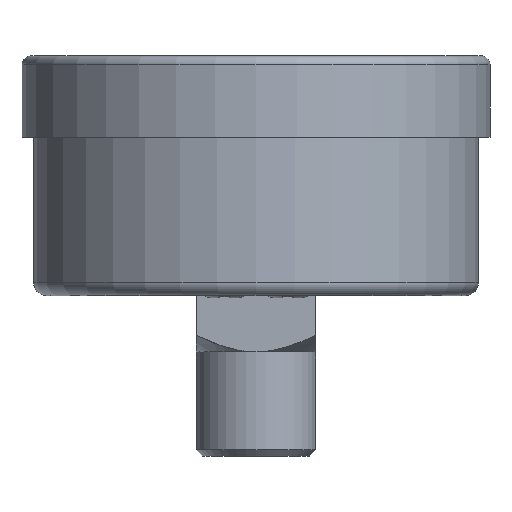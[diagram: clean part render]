
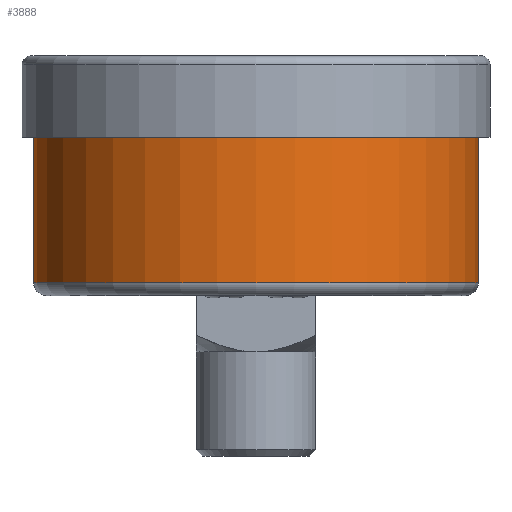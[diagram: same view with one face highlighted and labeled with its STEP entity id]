
A CAD part, front view. The second image highlights one B-rep face of the part: STEP entity #3888.
In plain terms, the highlighted cylindrical face has radius 26.035 mm (diameter 52.07 mm), a full revolution.
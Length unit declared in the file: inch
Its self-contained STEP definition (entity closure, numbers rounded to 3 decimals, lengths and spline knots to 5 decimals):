
#1427 = CARTESIAN_POINT ( 'NONE',  ( 0., 0., -0.375 ) ) ;
#2010 = DIRECTION ( 'NONE',  ( 1., 0., 0. ) ) ;
#2140 = VERTEX_POINT ( 'NONE', #16065 ) ;
#2193 = CIRCLE ( 'NONE', #14895, 1.025 ) ;
#2620 = AXIS2_PLACEMENT_3D ( 'NONE', #8539, #9455, #2010 ) ;
#3006 = FACE_OUTER_BOUND ( 'NONE', #10213, .T. ) ;
#3669 = CARTESIAN_POINT ( 'NONE',  ( 0., 0., -1.045 ) ) ;
#3888 = ADVANCED_FACE ( 'NONE', ( #3006, #7795 ), #6881, .T. ) ;
#4389 = EDGE_CURVE ( 'NONE', #2140, #2140, #2193, .T. ) ;
#4413 = EDGE_LOOP ( 'NONE', ( #5884 ) ) ;
#4707 = CARTESIAN_POINT ( 'NONE',  ( 1.025, 0., -0.375 ) ) ;
#5884 = ORIENTED_EDGE ( 'NONE', *, *, #6713, .T. ) ;
#6713 = EDGE_CURVE ( 'NONE', #7174, #7174, #6919, .T. ) ;
#6881 = CYLINDRICAL_SURFACE ( 'NONE', #2620, 1.025 ) ;
#6919 = CIRCLE ( 'NONE', #13005, 1.025 ) ;
#7174 = VERTEX_POINT ( 'NONE', #4707 ) ;
#7795 = FACE_OUTER_BOUND ( 'NONE', #4413, .T. ) ;
#7882 = DIRECTION ( 'NONE',  ( 0., 0., -1. ) ) ;
#8539 = CARTESIAN_POINT ( 'NONE',  ( 0., 0., -1.105 ) ) ;
#8707 = DIRECTION ( 'NONE',  ( 1., 0., 0. ) ) ;
#9455 = DIRECTION ( 'NONE',  ( 0., 0., 1. ) ) ;
#10213 = EDGE_LOOP ( 'NONE', ( #11761 ) ) ;
#11191 = DIRECTION ( 'NONE',  ( 0., 0., 1. ) ) ;
#11761 = ORIENTED_EDGE ( 'NONE', *, *, #4389, .T. ) ;
#13005 = AXIS2_PLACEMENT_3D ( 'NONE', #1427, #7882, #15362 ) ;
#14895 = AXIS2_PLACEMENT_3D ( 'NONE', #3669, #11191, #8707 ) ;
#15362 = DIRECTION ( 'NONE',  ( 1., 0., 0. ) ) ;
#16065 = CARTESIAN_POINT ( 'NONE',  ( 1.025, 0., -1.045 ) ) ;
